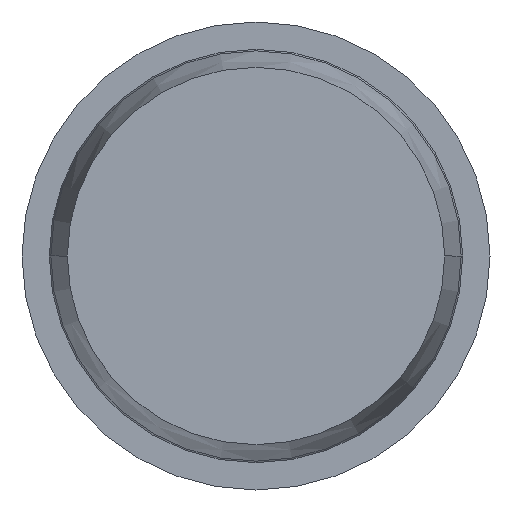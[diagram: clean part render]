
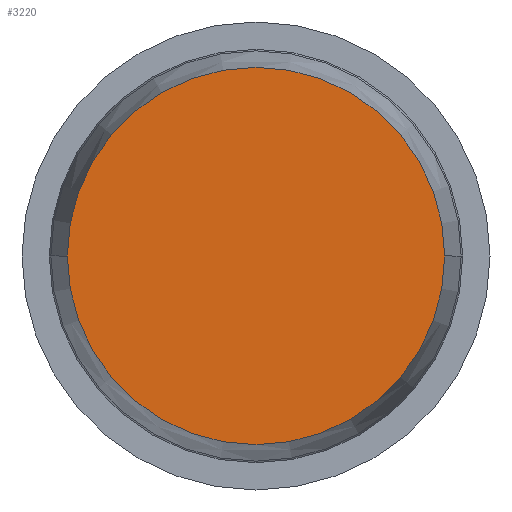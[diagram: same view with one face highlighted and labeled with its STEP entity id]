
A CAD part, front view. The second image highlights one B-rep face of the part: STEP entity #3220.
In plain terms, the highlighted planar face has unit normal (0, -1, 0).
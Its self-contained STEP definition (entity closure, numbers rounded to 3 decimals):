
#40 = PLANE ( 'NONE',  #3415 ) ;
#303 = DIRECTION ( 'NONE',  ( 1., 0., 0. ) ) ;
#329 = CARTESIAN_POINT ( 'NONE',  ( 0., -19., 0. ) ) ;
#468 = CARTESIAN_POINT ( 'NONE',  ( 0., -19., 0. ) ) ;
#687 = EDGE_CURVE ( 'Defeature ausgef�hrt1_0+Defeature ausgef�hrt1_10+Defeature ausgef�hrt1_10+Defeature ausgef�hrt1_10', #956, #1740, #971, .T. ) ;
#880 = DIRECTION ( 'NONE',  ( 1., 0., 0. ) ) ;
#956 = VERTEX_POINT ( 'NONE', #4781 ) ;
#971 = CIRCLE ( 'NONE', #3998, 1.209 ) ;
#1085 = CARTESIAN_POINT ( 'NONE',  ( 0., -19., 0. ) ) ;
#1281 = FACE_OUTER_BOUND ( 'NONE', #3190, .T. ) ;
#1740 = VERTEX_POINT ( 'NONE', #2406 ) ;
#1836 = DIRECTION ( 'NONE',  ( 0., -1., 0. ) ) ;
#2126 = ORIENTED_EDGE ( 'NONE', *, *, #4539, .T. ) ;
#2406 = CARTESIAN_POINT ( 'NONE',  ( 1.209, -19., 0. ) ) ;
#3044 = ORIENTED_EDGE ( 'NONE', *, *, #687, .T. ) ;
#3073 = CIRCLE ( 'NONE', #4542, 1.209 ) ;
#3190 = EDGE_LOOP ( 'NONE', ( #3044, #2126 ) ) ;
#3220 = ADVANCED_FACE ( 'Defeature ausgef�hrt1_0', ( #1281 ), #40, .T. ) ;
#3415 = AXIS2_PLACEMENT_3D ( 'NONE', #468, #4151, #880 ) ;
#3518 = DIRECTION ( 'NONE',  ( 1., 0., 0. ) ) ;
#3998 = AXIS2_PLACEMENT_3D ( 'NONE', #329, #4384, #303 ) ;
#4151 = DIRECTION ( 'NONE',  ( 0., -1., 0. ) ) ;
#4384 = DIRECTION ( 'NONE',  ( 0., -1., 0. ) ) ;
#4539 = EDGE_CURVE ( 'Defeature ausgef�hrt1_0+Defeature ausgef�hrt1_10+Defeature ausgef�hrt1_10+Defeature ausgef�hrt1_10', #1740, #956, #3073, .T. ) ;
#4542 = AXIS2_PLACEMENT_3D ( 'NONE', #1085, #1836, #3518 ) ;
#4781 = CARTESIAN_POINT ( 'NONE',  ( -1.209, -19., 0. ) ) ;
